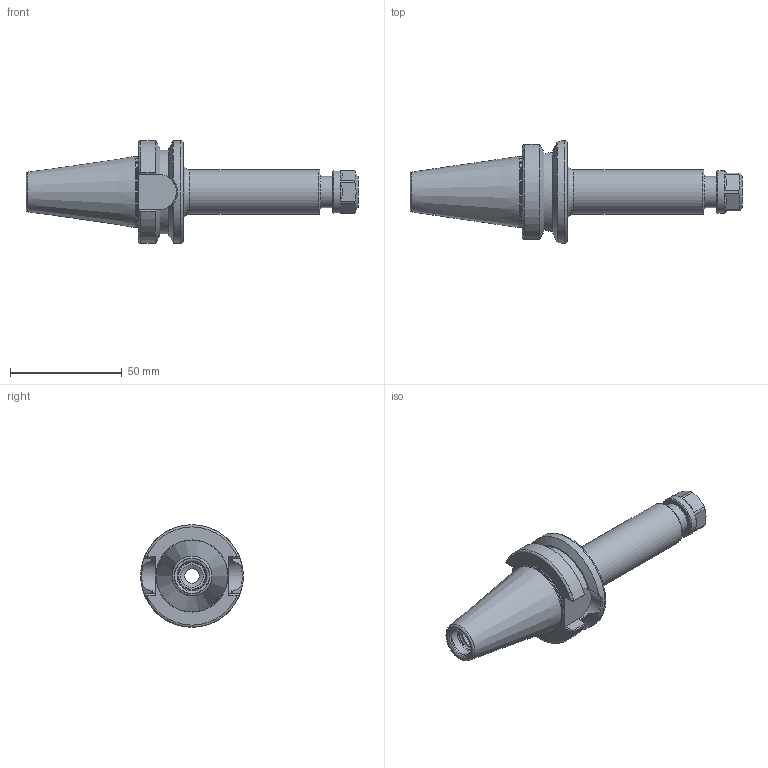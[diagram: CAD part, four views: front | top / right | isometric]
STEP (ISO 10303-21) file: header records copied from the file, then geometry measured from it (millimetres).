
FILE_DESCRIPTION(/* description */ (''),/* implementation_level */ '2;1');
FILE_NAME(/* name */ 'BT30-ER11H-100.stp',/* time_stamp */ '2019-06-11T16:00:40-05:00',/* author */ ('ldfli'),/* organization */ (''),/* preprocessor_version */ 'ST-DEVELOPER v18',/* originating_system */ 'Autodesk Inventor LT',/* authorisation */ '');
FILE_SCHEMA (('AUTOMOTIVE_DESIGN { 1 0 10303 214 3 1 1 }'));
Length unit declared in the file: millimetre
Products named in the file (1): BT30-ER11H-100
Bounding box: 148.8 x 46 x 46 mm (x, y, z)
Volume: 67089.2 mm3; surface area: 19452.3 mm2
Topology: 2 solids, 2 shells, 114 faces, 339 edges, 238 vertices
Faces by surface type: plane 43, cone 22, cylinder 21, torus 18, bspline 10
Full cylindrical faces by diameter (mm): 6.647 x1, 8.15 x1, 8.662 x1, 10.106 x1, 10.2 x1, 12.4 x1, 12.5 x1, 13.1 x1, 13.25 x1, 14 x1, 14.8 x1, 19 x1, 20 x1, 31.496 x1, 46 x1
Entity records: 4457 total; most frequent: CARTESIAN_POINT 1315, ORIENTED_EDGE 678, DIRECTION 665, EDGE_CURVE 339, AXIS2_PLACEMENT_3D 285, VERTEX_POINT 238, CIRCLE 180, EDGE_LOOP 127
